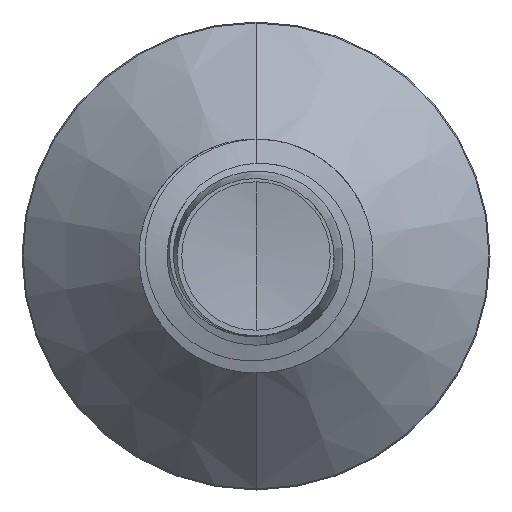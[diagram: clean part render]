
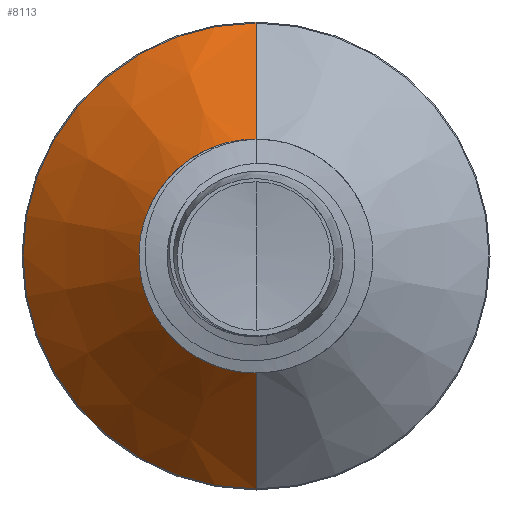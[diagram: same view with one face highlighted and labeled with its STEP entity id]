
A CAD part, front view. The second image highlights one B-rep face of the part: STEP entity #8113.
In plain terms, the highlighted conical face has half-angle 45 degrees and reference radius 1.08 mm.
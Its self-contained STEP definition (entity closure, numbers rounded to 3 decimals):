
#287 = CONICAL_SURFACE ( 'NONE', #13107, 1.08, 0.785 ) ;
#837 = CARTESIAN_POINT ( 'NONE',  ( 0., 4.14, -2.19 ) ) ;
#1141 = FACE_OUTER_BOUND ( 'NONE', #7967, .T. ) ;
#1255 = VERTEX_POINT ( 'NONE', #6795 ) ;
#2190 = VERTEX_POINT ( 'NONE', #837 ) ;
#2810 = EDGE_CURVE ( 'NONE', #11330, #1255, #7072, .T. ) ;
#3239 = DIRECTION ( 'NONE',  ( 0., 0.707, 0.707 ) ) ;
#3277 = DIRECTION ( 'NONE',  ( 0., 1., 0. ) ) ;
#3563 = CARTESIAN_POINT ( 'NONE',  ( 0., 3.03, 1.08 ) ) ;
#3684 = CARTESIAN_POINT ( 'NONE',  ( 0., 3.03, -1.08 ) ) ;
#3962 = CIRCLE ( 'NONE', #4302, 2.19 ) ;
#4248 = EDGE_CURVE ( 'NONE', #1255, #13708, #8716, .T. ) ;
#4302 = AXIS2_PLACEMENT_3D ( 'NONE', #10145, #3277, #11238 ) ;
#4918 = DIRECTION ( 'NONE',  ( 0., 0.707, -0.707 ) ) ;
#5277 = CARTESIAN_POINT ( 'NONE',  ( 0., 3.03, -1.08 ) ) ;
#6795 = CARTESIAN_POINT ( 'NONE',  ( 0., 3.03, 1.08 ) ) ;
#6941 = CARTESIAN_POINT ( 'NONE',  ( 0., 4.14, 2.19 ) ) ;
#7072 = CIRCLE ( 'NONE', #12706, 1.08 ) ;
#7256 = DIRECTION ( 'NONE',  ( 0., 1., 0. ) ) ;
#7934 = ORIENTED_EDGE ( 'NONE', *, *, #12010, .F. ) ;
#7967 = EDGE_LOOP ( 'NONE', ( #7934, #10835, #8807, #9292 ) ) ;
#8113 = ADVANCED_FACE ( 'NONE', ( #1141 ), #287, .T. ) ;
#8482 = VECTOR ( 'NONE', #4918, 1000. ) ;
#8716 = LINE ( 'NONE', #3563, #14410 ) ;
#8807 = ORIENTED_EDGE ( 'NONE', *, *, #4248, .T. ) ;
#9292 = ORIENTED_EDGE ( 'NONE', *, *, #13572, .F. ) ;
#10145 = CARTESIAN_POINT ( 'NONE',  ( 0., 4.14, 0. ) ) ;
#10726 = LINE ( 'NONE', #3684, #8482 ) ;
#10835 = ORIENTED_EDGE ( 'NONE', *, *, #2810, .T. ) ;
#11238 = DIRECTION ( 'NONE',  ( 0., 0., 1. ) ) ;
#11330 = VERTEX_POINT ( 'NONE', #5277 ) ;
#11529 = DIRECTION ( 'NONE',  ( 0., 0., 1. ) ) ;
#11615 = DIRECTION ( 'NONE',  ( 0., 0., 1. ) ) ;
#11709 = DIRECTION ( 'NONE',  ( 0., 1., 0. ) ) ;
#11745 = CARTESIAN_POINT ( 'NONE',  ( 0., 3.03, 0. ) ) ;
#12010 = EDGE_CURVE ( 'NONE', #11330, #2190, #10726, .T. ) ;
#12586 = CARTESIAN_POINT ( 'NONE',  ( 0., 3.03, 0. ) ) ;
#12706 = AXIS2_PLACEMENT_3D ( 'NONE', #11745, #11709, #11529 ) ;
#13107 = AXIS2_PLACEMENT_3D ( 'NONE', #12586, #7256, #11615 ) ;
#13572 = EDGE_CURVE ( 'NONE', #2190, #13708, #3962, .T. ) ;
#13708 = VERTEX_POINT ( 'NONE', #6941 ) ;
#14410 = VECTOR ( 'NONE', #3239, 1000. ) ;
